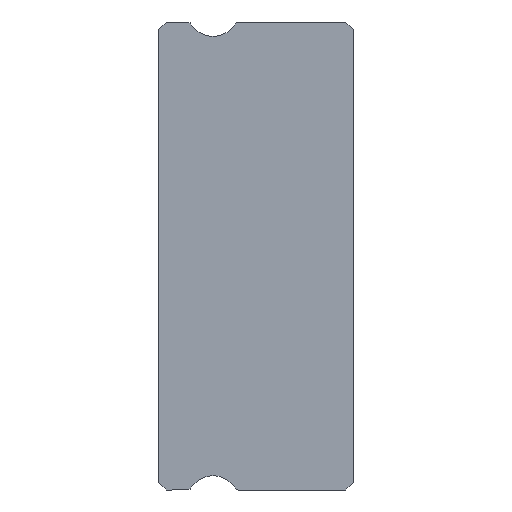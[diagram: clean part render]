
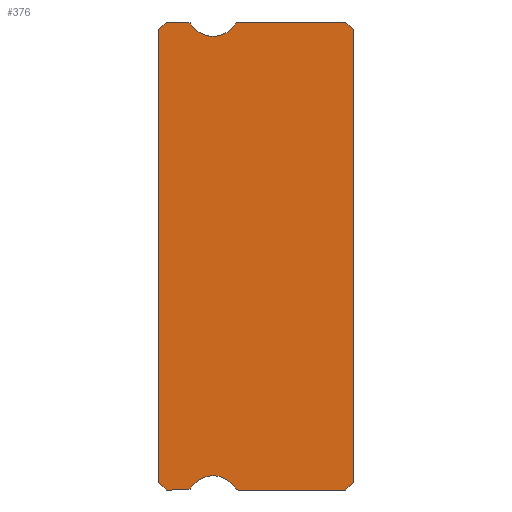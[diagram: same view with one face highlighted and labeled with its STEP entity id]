
A CAD part, left-side view. The second image highlights one B-rep face of the part: STEP entity #376.
In plain terms, the highlighted planar face has unit normal (-1, 0, 0).
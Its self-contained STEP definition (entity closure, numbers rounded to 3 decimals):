
#16 = DIRECTION ( 'NONE',  ( 0., 0., -1. ) ) ;
#42 = PLANE ( 'NONE',  #1405 ) ;
#53 = ORIENTED_EDGE ( 'NONE', *, *, #3061, .T. ) ;
#60 = CARTESIAN_POINT ( 'NONE',  ( -10., 7.2, -9. ) ) ;
#88 = DIRECTION ( 'NONE',  ( 0., 0., -1. ) ) ;
#136 = ORIENTED_EDGE ( 'NONE', *, *, #1564, .F. ) ;
#255 = EDGE_CURVE ( 'NONE', #1052, #1409, #3019, .T. ) ;
#263 = DIRECTION ( 'NONE',  ( 0., 0., -1. ) ) ;
#270 = CIRCLE ( 'NONE', #2695, 0.15 ) ;
#298 = DIRECTION ( 'NONE',  ( 0., 0., -1. ) ) ;
#320 = EDGE_CURVE ( 'NONE', #2957, #2260, #2773, .T. ) ;
#345 = CARTESIAN_POINT ( 'NONE',  ( -10., 7.5, 8.7 ) ) ;
#353 = VERTEX_POINT ( 'NONE', #735 ) ;
#354 = EDGE_CURVE ( 'NONE', #353, #2957, #1110, .T. ) ;
#373 = ORIENTED_EDGE ( 'NONE', *, *, #320, .F. ) ;
#376 = ADVANCED_FACE ( 'NONE', ( #2648 ), #42, .F. ) ;
#385 = ORIENTED_EDGE ( 'NONE', *, *, #2454, .F. ) ;
#391 = CARTESIAN_POINT ( 'NONE',  ( -10., 7.2, 9. ) ) ;
#419 = LINE ( 'NONE', #2533, #2569 ) ;
#438 = DIRECTION ( 'NONE',  ( -1., 0., 0. ) ) ;
#444 = AXIS2_PLACEMENT_3D ( 'NONE', #2407, #2682, #263 ) ;
#488 = DIRECTION ( 'NONE',  ( 0., -1., 0. ) ) ;
#495 = AXIS2_PLACEMENT_3D ( 'NONE', #2391, #993, #2183 ) ;
#520 = ORIENTED_EDGE ( 'NONE', *, *, #658, .F. ) ;
#522 = EDGE_CURVE ( 'NONE', #3037, #1407, #597, .T. ) ;
#571 = VECTOR ( 'NONE', #2082, 1000. ) ;
#587 = VERTEX_POINT ( 'NONE', #1851 ) ;
#597 = CIRCLE ( 'NONE', #2511, 1. ) ;
#601 = ORIENTED_EDGE ( 'NONE', *, *, #884, .F. ) ;
#658 = EDGE_CURVE ( 'NONE', #2476, #1830, #1200, .T. ) ;
#672 = LINE ( 'NONE', #2339, #1486 ) ;
#676 = DIRECTION ( 'NONE',  ( 0., 0., -1. ) ) ;
#681 = ORIENTED_EDGE ( 'NONE', *, *, #2525, .T. ) ;
#682 = VECTOR ( 'NONE', #2998, 1000. ) ;
#684 = VERTEX_POINT ( 'NONE', #1432 ) ;
#710 = CARTESIAN_POINT ( 'NONE',  ( -10., 6.381, -9. ) ) ;
#734 = CARTESIAN_POINT ( 'NONE',  ( -10., 0., 8.7 ) ) ;
#735 = CARTESIAN_POINT ( 'NONE',  ( -10., 4.547, -8.928 ) ) ;
#737 = DIRECTION ( 'NONE',  ( 0., 1., 0. ) ) ;
#738 = CARTESIAN_POINT ( 'NONE',  ( -10., 0., -8.7 ) ) ;
#742 = LINE ( 'NONE', #710, #1839 ) ;
#821 = EDGE_LOOP ( 'NONE', ( #1100, #3082, #53, #373, #1579, #1745, #2364, #520, #2249, #601, #136, #385, #1354, #1284, #1420, #681, #2024 ) ) ;
#857 = CARTESIAN_POINT ( 'NONE',  ( -10., 4.419, -9. ) ) ;
#869 = DIRECTION ( 'NONE',  ( 0., -1., 0. ) ) ;
#884 = EDGE_CURVE ( 'NONE', #2711, #2286, #419, .T. ) ;
#935 = CIRCLE ( 'NONE', #2950, 1. ) ;
#993 = DIRECTION ( 'NONE',  ( 1., 0., 0. ) ) ;
#995 = CARTESIAN_POINT ( 'NONE',  ( -10., 6.381, -9. ) ) ;
#1052 = VERTEX_POINT ( 'NONE', #1781 ) ;
#1074 = EDGE_CURVE ( 'NONE', #684, #3037, #2104, .T. ) ;
#1100 = ORIENTED_EDGE ( 'NONE', *, *, #1819, .F. ) ;
#1110 = CIRCLE ( 'NONE', #444, 1. ) ;
#1200 = LINE ( 'NONE', #738, #1917 ) ;
#1232 = CIRCLE ( 'NONE', #1941, 0.15 ) ;
#1244 = DIRECTION ( 'NONE',  ( 0., 0., 1. ) ) ;
#1284 = ORIENTED_EDGE ( 'NONE', *, *, #522, .F. ) ;
#1291 = AXIS2_PLACEMENT_3D ( 'NONE', #1492, #2218, #298 ) ;
#1300 = CARTESIAN_POINT ( 'NONE',  ( -10., 7.2, -9. ) ) ;
#1335 = CARTESIAN_POINT ( 'NONE',  ( -10., 4.419, 8.85 ) ) ;
#1354 = ORIENTED_EDGE ( 'NONE', *, *, #2216, .F. ) ;
#1399 = CARTESIAN_POINT ( 'NONE',  ( -10., 4.547, 8.928 ) ) ;
#1405 = AXIS2_PLACEMENT_3D ( 'NONE', #3120, #2925, #1427 ) ;
#1407 = VERTEX_POINT ( 'NONE', #2781 ) ;
#1409 = VERTEX_POINT ( 'NONE', #60 ) ;
#1420 = ORIENTED_EDGE ( 'NONE', *, *, #1074, .F. ) ;
#1427 = DIRECTION ( 'NONE',  ( 0., 0., -1. ) ) ;
#1432 = CARTESIAN_POINT ( 'NONE',  ( -10., 6.381, 9. ) ) ;
#1436 = DIRECTION ( 'NONE',  ( 1., 0., 0. ) ) ;
#1486 = VECTOR ( 'NONE', #869, 1000. ) ;
#1492 = CARTESIAN_POINT ( 'NONE',  ( -10., 6.381, 8.85 ) ) ;
#1528 = CARTESIAN_POINT ( 'NONE',  ( -10., 7.5, 8.7 ) ) ;
#1564 = EDGE_CURVE ( 'NONE', #587, #2711, #672, .T. ) ;
#1579 = ORIENTED_EDGE ( 'NONE', *, *, #354, .F. ) ;
#1587 = DIRECTION ( 'NONE',  ( 0., 0.707, -0.707 ) ) ;
#1624 = DIRECTION ( 'NONE',  ( -1., 0., 0. ) ) ;
#1649 = VERTEX_POINT ( 'NONE', #1399 ) ;
#1692 = VERTEX_POINT ( 'NONE', #1528 ) ;
#1696 = VERTEX_POINT ( 'NONE', #857 ) ;
#1721 = CARTESIAN_POINT ( 'NONE',  ( -10., 0., 8.7 ) ) ;
#1722 = DIRECTION ( 'NONE',  ( 0., 0.707, -0.707 ) ) ;
#1745 = ORIENTED_EDGE ( 'NONE', *, *, #2946, .F. ) ;
#1770 = LINE ( 'NONE', #995, #3006 ) ;
#1781 = CARTESIAN_POINT ( 'NONE',  ( -10., 7.5, -8.7 ) ) ;
#1819 = EDGE_CURVE ( 'NONE', #1052, #1692, #2475, .T. ) ;
#1830 = VERTEX_POINT ( 'NONE', #2050 ) ;
#1839 = VECTOR ( 'NONE', #488, 1000. ) ;
#1851 = CARTESIAN_POINT ( 'NONE',  ( -10., 4.419, 9. ) ) ;
#1884 = CARTESIAN_POINT ( 'NONE',  ( -10., 5.4, 9.45 ) ) ;
#1917 = VECTOR ( 'NONE', #1722, 1000. ) ;
#1941 = AXIS2_PLACEMENT_3D ( 'NONE', #2918, #1436, #16 ) ;
#1964 = CARTESIAN_POINT ( 'NONE',  ( -10., 6.381, -9. ) ) ;
#1977 = LINE ( 'NONE', #734, #2846 ) ;
#2024 = ORIENTED_EDGE ( 'NONE', *, *, #2437, .T. ) ;
#2050 = CARTESIAN_POINT ( 'NONE',  ( -10., 0.3, -9. ) ) ;
#2063 = EDGE_CURVE ( 'NONE', #2476, #2286, #1977, .T. ) ;
#2082 = DIRECTION ( 'NONE',  ( 0., 1., 0. ) ) ;
#2102 = DIRECTION ( 'NONE',  ( 0., -0.707, -0.707 ) ) ;
#2104 = CIRCLE ( 'NONE', #1291, 0.15 ) ;
#2180 = CARTESIAN_POINT ( 'NONE',  ( -10., 0.3, 9. ) ) ;
#2183 = DIRECTION ( 'NONE',  ( 0., 0., -1. ) ) ;
#2216 = EDGE_CURVE ( 'NONE', #1407, #1649, #935, .T. ) ;
#2218 = DIRECTION ( 'NONE',  ( 1., 0., 0. ) ) ;
#2249 = ORIENTED_EDGE ( 'NONE', *, *, #2063, .T. ) ;
#2260 = VERTEX_POINT ( 'NONE', #1964 ) ;
#2280 = DIRECTION ( 'NONE',  ( 1., 0., 0. ) ) ;
#2286 = VERTEX_POINT ( 'NONE', #1721 ) ;
#2326 = LINE ( 'NONE', #345, #3051 ) ;
#2339 = CARTESIAN_POINT ( 'NONE',  ( -10., 6.381, 9. ) ) ;
#2363 = EDGE_CURVE ( 'NONE', #1830, #1696, #1770, .T. ) ;
#2364 = ORIENTED_EDGE ( 'NONE', *, *, #2363, .F. ) ;
#2391 = CARTESIAN_POINT ( 'NONE',  ( -10., 6.381, -8.85 ) ) ;
#2407 = CARTESIAN_POINT ( 'NONE',  ( -10., 5.4, -9.45 ) ) ;
#2437 = EDGE_CURVE ( 'NONE', #2658, #1692, #2326, .T. ) ;
#2454 = EDGE_CURVE ( 'NONE', #1649, #587, #270, .T. ) ;
#2465 = DIRECTION ( 'NONE',  ( 0., -0.707, -0.707 ) ) ;
#2475 = LINE ( 'NONE', #2985, #682 ) ;
#2476 = VERTEX_POINT ( 'NONE', #2571 ) ;
#2511 = AXIS2_PLACEMENT_3D ( 'NONE', #1884, #438, #676 ) ;
#2525 = EDGE_CURVE ( 'NONE', #684, #2658, #2552, .T. ) ;
#2533 = CARTESIAN_POINT ( 'NONE',  ( -10., 0.3, 9. ) ) ;
#2552 = LINE ( 'NONE', #391, #571 ) ;
#2569 = VECTOR ( 'NONE', #2102, 1000. ) ;
#2571 = CARTESIAN_POINT ( 'NONE',  ( -10., 0., -8.7 ) ) ;
#2648 = FACE_OUTER_BOUND ( 'NONE', #821, .T. ) ;
#2658 = VERTEX_POINT ( 'NONE', #2858 ) ;
#2675 = CARTESIAN_POINT ( 'NONE',  ( -10., 6.253, -8.928 ) ) ;
#2682 = DIRECTION ( 'NONE',  ( -1., 0., 0. ) ) ;
#2695 = AXIS2_PLACEMENT_3D ( 'NONE', #1335, #2280, #88 ) ;
#2711 = VERTEX_POINT ( 'NONE', #2180 ) ;
#2773 = CIRCLE ( 'NONE', #495, 0.15 ) ;
#2781 = CARTESIAN_POINT ( 'NONE',  ( -10., 5.4, 8.45 ) ) ;
#2823 = VECTOR ( 'NONE', #2465, 1000. ) ;
#2846 = VECTOR ( 'NONE', #1244, 1000. ) ;
#2858 = CARTESIAN_POINT ( 'NONE',  ( -10., 7.2, 9. ) ) ;
#2881 = CARTESIAN_POINT ( 'NONE',  ( -10., 5.4, 9.45 ) ) ;
#2918 = CARTESIAN_POINT ( 'NONE',  ( -10., 4.419, -8.85 ) ) ;
#2925 = DIRECTION ( 'NONE',  ( 1., 0., 0. ) ) ;
#2946 = EDGE_CURVE ( 'NONE', #1696, #353, #1232, .T. ) ;
#2950 = AXIS2_PLACEMENT_3D ( 'NONE', #2881, #1624, #3092 ) ;
#2957 = VERTEX_POINT ( 'NONE', #2675 ) ;
#2985 = CARTESIAN_POINT ( 'NONE',  ( -10., 7.5, 8.85 ) ) ;
#2998 = DIRECTION ( 'NONE',  ( 0., 0., 1. ) ) ;
#3006 = VECTOR ( 'NONE', #737, 1000. ) ;
#3019 = LINE ( 'NONE', #1300, #2823 ) ;
#3037 = VERTEX_POINT ( 'NONE', #3127 ) ;
#3051 = VECTOR ( 'NONE', #1587, 1000. ) ;
#3061 = EDGE_CURVE ( 'NONE', #1409, #2260, #742, .T. ) ;
#3082 = ORIENTED_EDGE ( 'NONE', *, *, #255, .T. ) ;
#3092 = DIRECTION ( 'NONE',  ( 0., 0., -1. ) ) ;
#3120 = CARTESIAN_POINT ( 'NONE',  ( -10., 6.381, 8.85 ) ) ;
#3127 = CARTESIAN_POINT ( 'NONE',  ( -10., 6.253, 8.928 ) ) ;
